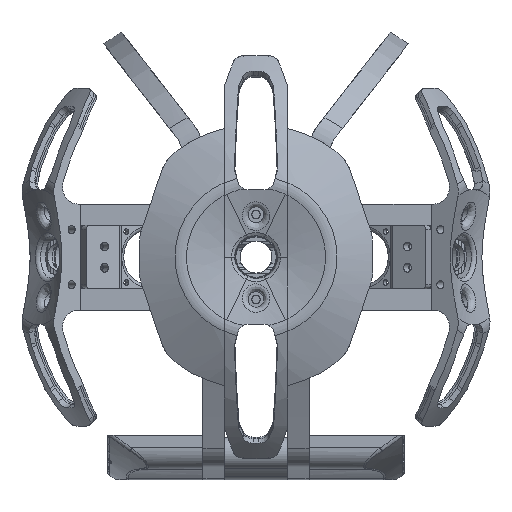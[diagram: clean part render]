
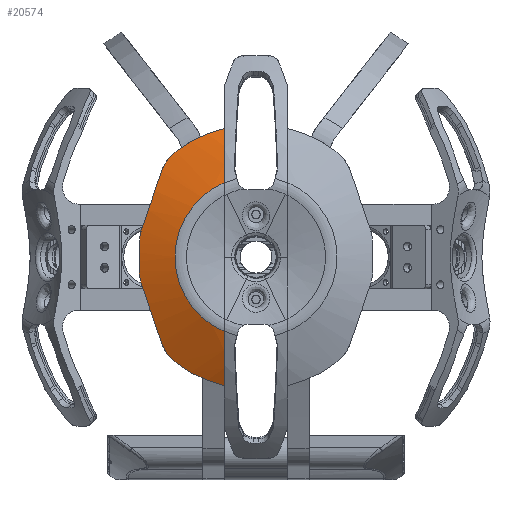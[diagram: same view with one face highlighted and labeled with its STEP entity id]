
A CAD part, front view. The second image highlights one B-rep face of the part: STEP entity #20574.
In plain terms, the highlighted spherical face has radius 124 mm.
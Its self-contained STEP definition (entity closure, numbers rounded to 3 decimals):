
#223=SPHERICAL_SURFACE('',#22611,124.);
#1752=CIRCLE('',#22609,111.041);
#1754=CIRCLE('',#22612,111.135);
#1755=CIRCLE('',#22613,111.041);
#1756=CIRCLE('',#22614,123.089);
#1757=CIRCLE('',#22615,38.162);
#1758=CIRCLE('',#22616,123.089);
#6181=FACE_OUTER_BOUND('',#7562,.T.);
#7562=EDGE_LOOP('',(#18428,#18429,#18430,#18431,#18432,#18433,#18434,#18435,
#18436,#18437,#18438,#18439));
#8313=B_SPLINE_CURVE_WITH_KNOTS('',3,(#41659,#41660,#41661,#41662,#41663,
#41664,#41665),.UNSPECIFIED.,.F.,.F.,(4,3,4),(-0.321,0.,0.321),
 .UNSPECIFIED.);
#8315=B_SPLINE_CURVE_WITH_KNOTS('',3,(#41687,#41688,#41689,#41690,#41691,
#41692,#41693),.UNSPECIFIED.,.F.,.F.,(4,3,4),(-0.321,0.,0.321),
 .UNSPECIFIED.);
#8316=B_SPLINE_CURVE_WITH_KNOTS('',3,(#41697,#41698,#41699,#41700,#41701,
#41702,#41703,#41704,#41705,#41706,#41707),.UNSPECIFIED.,.F.,.F.,(4,2,3,
2,4),(-0.577,-0.374,0.,0.383,0.584),
 .UNSPECIFIED.);
#8317=B_SPLINE_CURVE_WITH_KNOTS('',3,(#41709,#41710,#41711,#41712,#41713,
#41714,#41715,#41716),.UNSPECIFIED.,.F.,.F.,(4,2,2,4),(10.885,
11.771,12.949,13.283),.UNSPECIFIED.);
#8318=B_SPLINE_CURVE_WITH_KNOTS('',3,(#41724,#41725,#41726,#41727,#41728,
#41729,#41730,#41731),.UNSPECIFIED.,.F.,.F.,(4,2,2,4),(24.386,
24.72,25.897,26.784),.UNSPECIFIED.);
#8319=B_SPLINE_CURVE_WITH_KNOTS('',3,(#41732,#41733,#41734,#41735,#41736,
#41737,#41738,#41739,#41740,#41741,#41742),.UNSPECIFIED.,.F.,.F.,(4,2,3,
2,4),(-0.584,-0.383,0.,0.374,0.577),
 .UNSPECIFIED.);
#10014=VERTEX_POINT('',#41657);
#10015=VERTEX_POINT('',#41658);
#10018=VERTEX_POINT('',#41678);
#10020=VERTEX_POINT('',#41684);
#10021=VERTEX_POINT('',#41686);
#10022=VERTEX_POINT('',#41694);
#10023=VERTEX_POINT('',#41696);
#10024=VERTEX_POINT('',#41708);
#10025=VERTEX_POINT('',#41717);
#10026=VERTEX_POINT('',#41719);
#10027=VERTEX_POINT('',#41721);
#10028=VERTEX_POINT('',#41723);
#12867=EDGE_CURVE('',#10014,#10015,#8313,.T.);
#12871=EDGE_CURVE('',#10015,#10018,#1752,.T.);
#12874=EDGE_CURVE('',#10014,#10020,#1754,.T.);
#12875=EDGE_CURVE('',#10021,#10020,#8315,.T.);
#12876=EDGE_CURVE('',#10022,#10021,#1755,.T.);
#12877=EDGE_CURVE('',#10023,#10022,#8316,.T.);
#12878=EDGE_CURVE('',#10024,#10023,#8317,.T.);
#12879=EDGE_CURVE('',#10024,#10025,#1756,.T.);
#12880=EDGE_CURVE('',#10025,#10026,#1757,.T.);
#12881=EDGE_CURVE('',#10026,#10027,#1758,.T.);
#12882=EDGE_CURVE('',#10028,#10027,#8318,.T.);
#12883=EDGE_CURVE('',#10018,#10028,#8319,.T.);
#18428=ORIENTED_EDGE('',*,*,#12867,.F.);
#18429=ORIENTED_EDGE('',*,*,#12874,.T.);
#18430=ORIENTED_EDGE('',*,*,#12875,.F.);
#18431=ORIENTED_EDGE('',*,*,#12876,.F.);
#18432=ORIENTED_EDGE('',*,*,#12877,.F.);
#18433=ORIENTED_EDGE('',*,*,#12878,.F.);
#18434=ORIENTED_EDGE('',*,*,#12879,.T.);
#18435=ORIENTED_EDGE('',*,*,#12880,.T.);
#18436=ORIENTED_EDGE('',*,*,#12881,.T.);
#18437=ORIENTED_EDGE('',*,*,#12882,.F.);
#18438=ORIENTED_EDGE('',*,*,#12883,.F.);
#18439=ORIENTED_EDGE('',*,*,#12871,.F.);
#20574=ADVANCED_FACE('',(#6181),#223,.T.);
#22609=AXIS2_PLACEMENT_3D('',#41679,#27342,#27343);
#22611=AXIS2_PLACEMENT_3D('',#41683,#27347,#27348);
#22612=AXIS2_PLACEMENT_3D('',#41685,#27349,#27350);
#22613=AXIS2_PLACEMENT_3D('',#41695,#27351,#27352);
#22614=AXIS2_PLACEMENT_3D('',#41718,#27353,#27354);
#22615=AXIS2_PLACEMENT_3D('',#41720,#27355,#27356);
#22616=AXIS2_PLACEMENT_3D('',#41722,#27357,#27358);
#27342=DIRECTION('center_axis',(0.947,-0.322,0.));
#27343=DIRECTION('ref_axis',(0.,0.,1.));
#27347=DIRECTION('center_axis',(0.,0.,1.));
#27348=DIRECTION('ref_axis',(1.,0.,0.));
#27349=DIRECTION('center_axis',(-1.,0.,0.));
#27350=DIRECTION('ref_axis',(0.,0.,-1.));
#27351=DIRECTION('center_axis',(0.947,0.322,0.));
#27352=DIRECTION('ref_axis',(0.,0.,1.));
#27353=DIRECTION('center_axis',(1.,0.,0.));
#27354=DIRECTION('ref_axis',(0.,0.,1.));
#27355=DIRECTION('center_axis',(0.,0.,
-1.));
#27356=DIRECTION('ref_axis',(1.,0.,0.));
#27357=DIRECTION('center_axis',(1.,0.,0.));
#27358=DIRECTION('ref_axis',(0.,0.,1.));
#41657=CARTESIAN_POINT('',(70.,-21.378,6.952));
#41658=CARTESIAN_POINT('',(68.935,-27.817,6.918));
#41659=CARTESIAN_POINT('Ctrl Pts',(70.,-21.378,6.952));
#41660=CARTESIAN_POINT('Ctrl Pts',(70.,-22.489,6.888));
#41661=CARTESIAN_POINT('Ctrl Pts',(69.906,-23.587,6.854));
#41662=CARTESIAN_POINT('Ctrl Pts',(69.732,-24.641,6.849));
#41663=CARTESIAN_POINT('Ctrl Pts',(69.558,-25.696,6.843));
#41664=CARTESIAN_POINT('Ctrl Pts',(69.293,-26.765,6.865));
#41665=CARTESIAN_POINT('Ctrl Pts',(68.935,-27.817,6.918));
#41678=CARTESIAN_POINT('',(59.578,-55.332,4.453));
#41679=CARTESIAN_POINT('Origin',(67.251,-32.77,-104.));
#41683=CARTESIAN_POINT('Origin',(15.,-15.,-104.));
#41684=CARTESIAN_POINT('',(70.,-8.622,6.952));
#41685=CARTESIAN_POINT('Origin',(70.,-15.,-104.));
#41686=CARTESIAN_POINT('',(68.935,-2.182,6.918));
#41687=CARTESIAN_POINT('Ctrl Pts',(68.935,-2.182,6.918));
#41688=CARTESIAN_POINT('Ctrl Pts',(69.293,-3.235,6.865));
#41689=CARTESIAN_POINT('Ctrl Pts',(69.558,-4.304,6.843));
#41690=CARTESIAN_POINT('Ctrl Pts',(69.732,-5.358,6.849));
#41691=CARTESIAN_POINT('Ctrl Pts',(69.906,-6.413,6.854));
#41692=CARTESIAN_POINT('Ctrl Pts',(70.,-7.511,6.888));
#41693=CARTESIAN_POINT('Ctrl Pts',(70.,-8.622,6.952));
#41694=CARTESIAN_POINT('',(59.578,25.332,4.453));
#41695=CARTESIAN_POINT('Origin',(67.251,2.77,-104.));
#41696=CARTESIAN_POINT('',(52.71,34.842,3.097));
#41697=CARTESIAN_POINT('Ctrl Pts',(52.71,34.842,3.097));
#41698=CARTESIAN_POINT('Ctrl Pts',(53.28,34.411,3.097));
#41699=CARTESIAN_POINT('Ctrl Pts',(53.825,33.95,3.112));
#41700=CARTESIAN_POINT('Ctrl Pts',(55.288,32.575,3.197));
#41701=CARTESIAN_POINT('Ctrl Pts',(56.133,31.604,3.302));
#41702=CARTESIAN_POINT('Ctrl Pts',(56.857,30.602,3.445));
#41703=CARTESIAN_POINT('Ctrl Pts',(57.599,29.574,3.592));
#41704=CARTESIAN_POINT('Ctrl Pts',(58.263,28.446,3.79));
#41705=CARTESIAN_POINT('Ctrl Pts',(59.099,26.628,4.161));
#41706=CARTESIAN_POINT('Ctrl Pts',(59.355,25.986,4.302));
#41707=CARTESIAN_POINT('Ctrl Pts',(59.578,25.332,4.453));
#41708=CARTESIAN_POINT('',(30.,45.673,3.097));
#41709=CARTESIAN_POINT('Ctrl Pts',(30.,45.673,3.097));
#41710=CARTESIAN_POINT('Ctrl Pts',(33.025,44.925,3.097));
#41711=CARTESIAN_POINT('Ctrl Pts',(36.018,43.944,3.097));
#41712=CARTESIAN_POINT('Ctrl Pts',(42.767,41.148,3.097));
#41713=CARTESIAN_POINT('Ctrl Pts',(46.459,39.162,3.097));
#41714=CARTESIAN_POINT('Ctrl Pts',(50.841,36.216,3.097));
#41715=CARTESIAN_POINT('Ctrl Pts',(51.788,35.54,3.097));
#41716=CARTESIAN_POINT('Ctrl Pts',(52.71,34.842,3.097));
#41717=CARTESIAN_POINT('',(30.,20.09,13.982));
#41718=CARTESIAN_POINT('Origin',(30.,-15.,-104.));
#41719=CARTESIAN_POINT('',(30.,-50.09,13.982));
#41720=CARTESIAN_POINT('Origin',(15.,-15.,13.982));
#41721=CARTESIAN_POINT('',(30.,-75.673,3.097));
#41722=CARTESIAN_POINT('Origin',(30.,-15.,-104.));
#41723=CARTESIAN_POINT('',(52.71,-64.842,3.097));
#41724=CARTESIAN_POINT('Ctrl Pts',(52.71,-64.842,3.097));
#41725=CARTESIAN_POINT('Ctrl Pts',(51.788,-65.54,3.097));
#41726=CARTESIAN_POINT('Ctrl Pts',(50.841,-66.216,3.097));
#41727=CARTESIAN_POINT('Ctrl Pts',(46.459,-69.162,3.097));
#41728=CARTESIAN_POINT('Ctrl Pts',(42.767,-71.148,3.097));
#41729=CARTESIAN_POINT('Ctrl Pts',(36.018,-73.943,3.097));
#41730=CARTESIAN_POINT('Ctrl Pts',(33.025,-74.925,3.097));
#41731=CARTESIAN_POINT('Ctrl Pts',(30.,-75.673,3.097));
#41732=CARTESIAN_POINT('Ctrl Pts',(59.578,-55.332,4.453));
#41733=CARTESIAN_POINT('Ctrl Pts',(59.355,-55.986,4.302));
#41734=CARTESIAN_POINT('Ctrl Pts',(59.099,-56.628,4.161));
#41735=CARTESIAN_POINT('Ctrl Pts',(58.263,-58.446,3.79));
#41736=CARTESIAN_POINT('Ctrl Pts',(57.599,-59.574,3.592));
#41737=CARTESIAN_POINT('Ctrl Pts',(56.857,-60.602,3.445));
#41738=CARTESIAN_POINT('Ctrl Pts',(56.133,-61.604,3.302));
#41739=CARTESIAN_POINT('Ctrl Pts',(55.288,-62.575,3.197));
#41740=CARTESIAN_POINT('Ctrl Pts',(53.825,-63.95,3.112));
#41741=CARTESIAN_POINT('Ctrl Pts',(53.28,-64.411,3.097));
#41742=CARTESIAN_POINT('Ctrl Pts',(52.71,-64.842,3.097));
